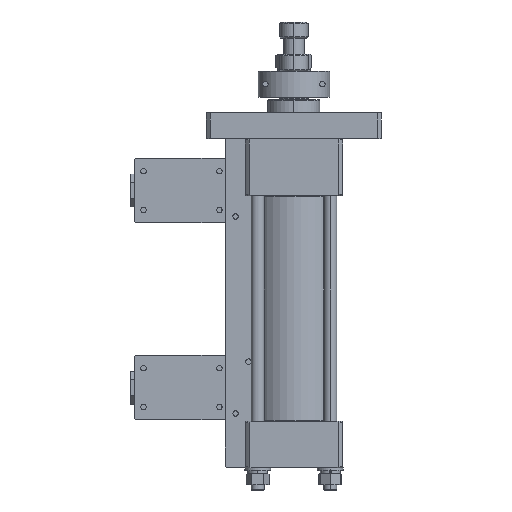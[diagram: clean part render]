
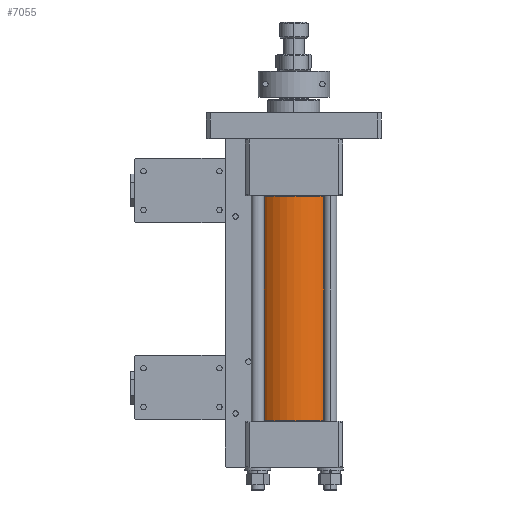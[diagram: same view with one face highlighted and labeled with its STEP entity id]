
A CAD part, front view. The second image highlights one B-rep face of the part: STEP entity #7055.
In plain terms, the highlighted cylindrical face has radius 32.5 mm (diameter 65 mm), a partial arc.
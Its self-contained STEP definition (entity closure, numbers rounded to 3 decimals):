
#7031 = VERTEX_POINT ( 'NONE', #29280 ) ;
#7043 = VERTEX_POINT ( 'NONE', #29318 ) ;
#7050 = VERTEX_POINT ( 'NONE', #29305 ) ;
#7055 = ADVANCED_FACE ( '��4', ( #29364 ), #29363, .T. ) ;
#7056 = EDGE_LOOP ( 'NONE', ( #7087, #7095, #7097, #7098 ) ) ;
#7071 = VERTEX_POINT ( 'NONE', #29347 ) ;
#7073 = EDGE_CURVE ( 'NONE', #7043, #7031, #29346, .T. ) ;
#7076 = EDGE_CURVE ( '����8', #7031, #7050, #29339, .T. ) ;
#7079 = EDGE_CURVE ( '����6', #7043, #7071, #29389, .T. ) ;
#7087 = ORIENTED_EDGE ( 'NONE', *, *, #7079, .T. ) ;
#7095 = ORIENTED_EDGE ( 'NONE', *, *, #7096, .T. ) ;
#7096 = EDGE_CURVE ( 'NONE', #7071, #7050, #29405, .T. ) ;
#7097 = ORIENTED_EDGE ( 'NONE', *, *, #7076, .F. ) ;
#7098 = ORIENTED_EDGE ( 'NONE', *, *, #7073, .F. ) ;
#29280 = CARTESIAN_POINT ( 'NONE',  ( -173.5, 0., 32.5 ) ) ;
#29305 = CARTESIAN_POINT ( 'NONE',  ( -173.5, 0., -32.5 ) ) ;
#29318 = CARTESIAN_POINT ( 'NONE',  ( -0.5, 0., 32.5 ) ) ;
#29339 = CIRCLE ( 'NONE', #29396, 32.5 ) ;
#29340 = CARTESIAN_POINT ( 'NONE',  ( -173.5, 0., 0. ) ) ;
#29343 = DIRECTION ( 'NONE',  ( -1., 0., 0. ) ) ;
#29344 = VECTOR ( 'NONE', #29343, 1000. ) ;
#29345 = CARTESIAN_POINT ( 'NONE',  ( -154., 0., 32.5 ) ) ;
#29346 = LINE ( 'NONE', #29345, #29344 ) ;
#29347 = CARTESIAN_POINT ( 'NONE',  ( -0.5, 0., -32.5 ) ) ;
#29359 = DIRECTION ( 'NONE',  ( 0., 0., 1. ) ) ;
#29360 = DIRECTION ( 'NONE',  ( -1., 0., 0. ) ) ;
#29361 = CARTESIAN_POINT ( 'NONE',  ( -154., 0., 0. ) ) ;
#29362 = AXIS2_PLACEMENT_3D ( 'NONE', #29361, #29360, #29359 ) ;
#29363 = CYLINDRICAL_SURFACE ( 'NONE', #29362, 32.5 ) ;
#29364 = FACE_OUTER_BOUND ( 'NONE', #7056, .T. ) ;
#29385 = DIRECTION ( 'NONE',  ( 0., 0., 1. ) ) ;
#29386 = DIRECTION ( 'NONE',  ( -1., 0., 0. ) ) ;
#29387 = CARTESIAN_POINT ( 'NONE',  ( -0.5, 0., 0. ) ) ;
#29388 = AXIS2_PLACEMENT_3D ( 'NONE', #29387, #29386, #29385 ) ;
#29389 = CIRCLE ( 'NONE', #29388, 32.5 ) ;
#29394 = DIRECTION ( 'NONE',  ( 0., 0., 1. ) ) ;
#29395 = DIRECTION ( 'NONE',  ( -1., 0., 0. ) ) ;
#29396 = AXIS2_PLACEMENT_3D ( 'NONE', #29340, #29395, #29394 ) ;
#29402 = DIRECTION ( 'NONE',  ( -1., 0., 0. ) ) ;
#29403 = VECTOR ( 'NONE', #29402, 1000. ) ;
#29404 = CARTESIAN_POINT ( 'NONE',  ( -154., 0., -32.5 ) ) ;
#29405 = LINE ( 'NONE', #29404, #29403 ) ;
